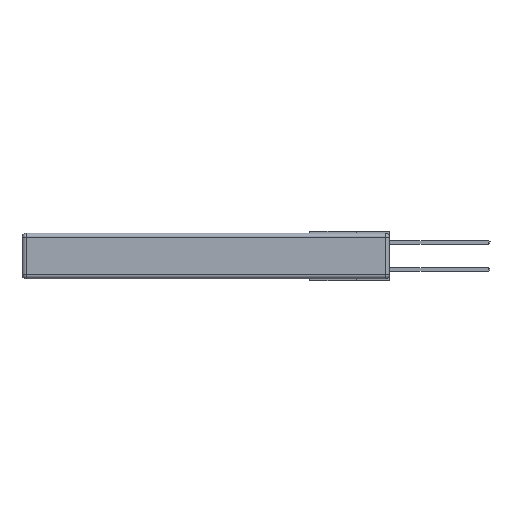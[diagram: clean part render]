
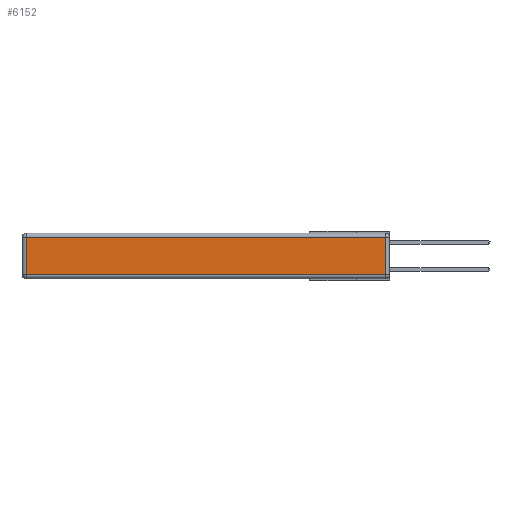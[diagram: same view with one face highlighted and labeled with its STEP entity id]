
A CAD part, left-side view. The second image highlights one B-rep face of the part: STEP entity #6152.
In plain terms, the highlighted planar face has unit normal (-1, 0, 0).
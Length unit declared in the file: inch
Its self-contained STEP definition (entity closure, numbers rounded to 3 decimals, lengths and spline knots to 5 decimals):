
#210 = LINE ( 'NONE', #12410, #6643 ) ;
#293 = VERTEX_POINT ( 'NONE', #9416 ) ;
#811 = DIRECTION ( 'NONE',  ( 0., 0., 1. ) ) ;
#1389 = LINE ( 'NONE', #9250, #1743 ) ;
#1598 = VERTEX_POINT ( 'NONE', #3673 ) ;
#1743 = VECTOR ( 'NONE', #5890, 39.37008 ) ;
#1938 = VERTEX_POINT ( 'NONE', #4456 ) ;
#1964 = VECTOR ( 'NONE', #8379, 39.37008 ) ;
#2969 = CARTESIAN_POINT ( 'NONE',  ( 0., 0., -0.343 ) ) ;
#3093 = CARTESIAN_POINT ( 'NONE',  ( 0., 2.75, -0.03 ) ) ;
#3159 = CARTESIAN_POINT ( 'NONE',  ( 0., 0.03, -0.343 ) ) ;
#3214 = DIRECTION ( 'NONE',  ( 0., 0., 1. ) ) ;
#3652 = EDGE_CURVE ( 'NONE', #293, #9835, #5690, .T. ) ;
#3673 = CARTESIAN_POINT ( 'NONE',  ( 0., 2.72, -0.313 ) ) ;
#4354 = AXIS2_PLACEMENT_3D ( 'NONE', #2969, #10590, #811 ) ;
#4456 = CARTESIAN_POINT ( 'NONE',  ( 0., 0.03, -0.313 ) ) ;
#5538 = ORIENTED_EDGE ( 'NONE', *, *, #11928, .T. ) ;
#5690 = LINE ( 'NONE', #3093, #1964 ) ;
#5757 = ORIENTED_EDGE ( 'NONE', *, *, #12017, .T. ) ;
#5890 = DIRECTION ( 'NONE',  ( 0., 0., -1. ) ) ;
#5940 = DIRECTION ( 'NONE',  ( 0., -1., 0. ) ) ;
#5977 = VECTOR ( 'NONE', #3214, 39.37008 ) ;
#6152 = ADVANCED_FACE ( 'NONE', ( #11253 ), #6364, .T. ) ;
#6364 = PLANE ( 'NONE',  #4354 ) ;
#6643 = VECTOR ( 'NONE', #5940, 39.37008 ) ;
#7404 = CARTESIAN_POINT ( 'NONE',  ( 0., 2.72, -0.03 ) ) ;
#7620 = EDGE_CURVE ( 'NONE', #1938, #293, #13267, .T. ) ;
#8379 = DIRECTION ( 'NONE',  ( 0., 1., 0. ) ) ;
#8697 = ORIENTED_EDGE ( 'NONE', *, *, #3652, .T. ) ;
#9250 = CARTESIAN_POINT ( 'NONE',  ( 0., 2.72, -0.343 ) ) ;
#9399 = ORIENTED_EDGE ( 'NONE', *, *, #7620, .T. ) ;
#9416 = CARTESIAN_POINT ( 'NONE',  ( 0., 0.03, -0.03 ) ) ;
#9835 = VERTEX_POINT ( 'NONE', #7404 ) ;
#10590 = DIRECTION ( 'NONE',  ( -1., 0., 0. ) ) ;
#11253 = FACE_OUTER_BOUND ( 'NONE', #11969, .T. ) ;
#11928 = EDGE_CURVE ( 'NONE', #9835, #1598, #1389, .T. ) ;
#11969 = EDGE_LOOP ( 'NONE', ( #5757, #9399, #8697, #5538 ) ) ;
#12017 = EDGE_CURVE ( 'NONE', #1598, #1938, #210, .T. ) ;
#12410 = CARTESIAN_POINT ( 'NONE',  ( 0., 0., -0.313 ) ) ;
#13267 = LINE ( 'NONE', #3159, #5977 ) ;
